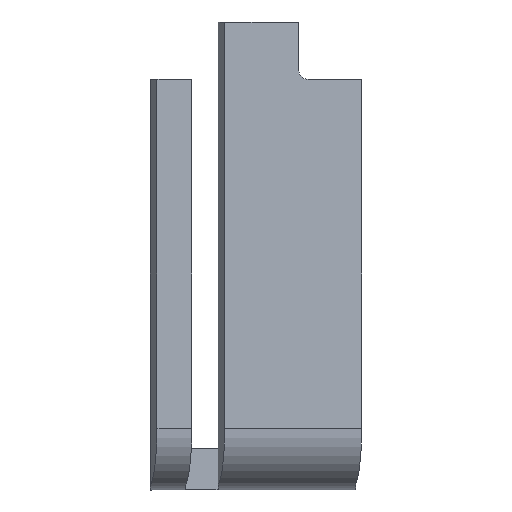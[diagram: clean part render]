
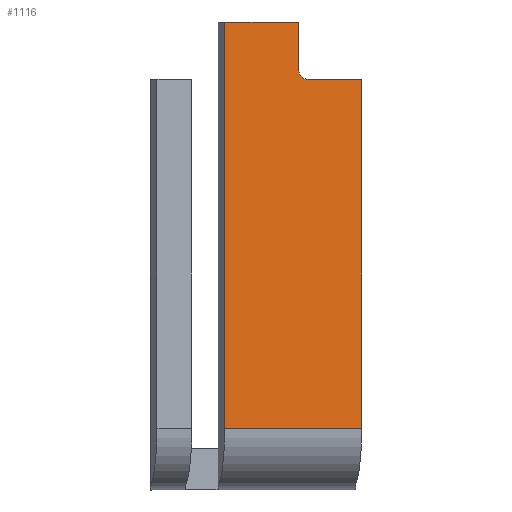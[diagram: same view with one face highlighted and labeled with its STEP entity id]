
A CAD part, left-side view. The second image highlights one B-rep face of the part: STEP entity #1116.
In plain terms, the highlighted planar face has unit normal (-0.987, -0.163, 0).
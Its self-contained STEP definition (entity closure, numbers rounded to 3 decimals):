
#70=PLANE('',#1246);
#130=FACE_OUTER_BOUND('',#192,.T.);
#192=EDGE_LOOP('',(#949,#950,#951,#952,#953,#954,#955));
#211=LINE('',#1606,#323);
#215=LINE('',#1614,#327);
#221=LINE('',#1626,#333);
#297=LINE('',#1849,#409);
#309=LINE('',#1887,#421);
#310=LINE('',#1889,#422);
#323=VECTOR('',#1272,10.);
#327=VECTOR('',#1278,10.);
#333=VECTOR('',#1288,10.);
#409=VECTOR('',#1504,10.);
#421=VECTOR('',#1552,10.);
#422=VECTOR('',#1555,10.);
#433=CIRCLE('',#1151,0.5);
#465=VERTEX_POINT('',#1596);
#466=VERTEX_POINT('',#1597);
#469=VERTEX_POINT('',#1605);
#471=VERTEX_POINT('',#1611);
#476=VERTEX_POINT('',#1625);
#552=VERTEX_POINT('',#1845);
#553=VERTEX_POINT('',#1847);
#565=EDGE_CURVE('',#465,#466,#433,.T.);
#569=EDGE_CURVE('',#469,#465,#211,.T.);
#573=EDGE_CURVE('',#466,#471,#215,.T.);
#579=EDGE_CURVE('',#476,#469,#221,.T.);
#690=EDGE_CURVE('',#552,#553,#297,.T.);
#710=EDGE_CURVE('',#476,#553,#309,.T.);
#711=EDGE_CURVE('',#552,#471,#310,.T.);
#949=ORIENTED_EDGE('',*,*,#573,.T.);
#950=ORIENTED_EDGE('',*,*,#711,.F.);
#951=ORIENTED_EDGE('',*,*,#690,.T.);
#952=ORIENTED_EDGE('',*,*,#710,.F.);
#953=ORIENTED_EDGE('',*,*,#579,.T.);
#954=ORIENTED_EDGE('',*,*,#569,.T.);
#955=ORIENTED_EDGE('',*,*,#565,.T.);
#1116=ADVANCED_FACE('',(#130),#70,.T.);
#1151=AXIS2_PLACEMENT_3D('',#1598,#1264,#1265);
#1246=AXIS2_PLACEMENT_3D('',#1890,#1556,#1557);
#1264=DIRECTION('center_axis',(0.987,0.162,0.));
#1265=DIRECTION('ref_axis',(-0.162,0.987,0.));
#1272=DIRECTION('',(-0.162,0.987,0.));
#1278=DIRECTION('',(0.,0.,1.));
#1288=DIRECTION('',(0.,0.,1.));
#1504=DIRECTION('',(0.,0.,-1.));
#1552=DIRECTION('',(-0.162,0.987,0.));
#1555=DIRECTION('',(0.162,-0.987,0.));
#1556=DIRECTION('center_axis',(-0.987,-0.162,0.));
#1557=DIRECTION('ref_axis',(0.162,-0.987,0.));
#1596=CARTESIAN_POINT('',(-9.126,-7.715,20.));
#1597=CARTESIAN_POINT('',(-9.207,-7.221,20.5));
#1598=CARTESIAN_POINT('Origin',(-9.126,-7.715,20.5));
#1605=CARTESIAN_POINT('',(-8.7,-10.3,20.));
#1606=CARTESIAN_POINT('',(-9.548,-5.15,20.));
#1611=CARTESIAN_POINT('',(-9.207,-7.221,22.8));
#1614=CARTESIAN_POINT('',(-9.207,-7.221,10.25));
#1625=CARTESIAN_POINT('',(-8.7,-10.3,3.));
#1626=CARTESIAN_POINT('',(-8.7,-10.3,0.));
#1845=CARTESIAN_POINT('',(-9.799,-3.625,22.8));
#1847=CARTESIAN_POINT('',(-9.799,-3.625,3.));
#1849=CARTESIAN_POINT('',(-9.799,-3.625,-0.5));
#1887=CARTESIAN_POINT('',(-9.383,-6.15,3.));
#1889=CARTESIAN_POINT('',(-10.396,0.,22.8));
#1890=CARTESIAN_POINT('Origin',(-10.396,0.,0.));
